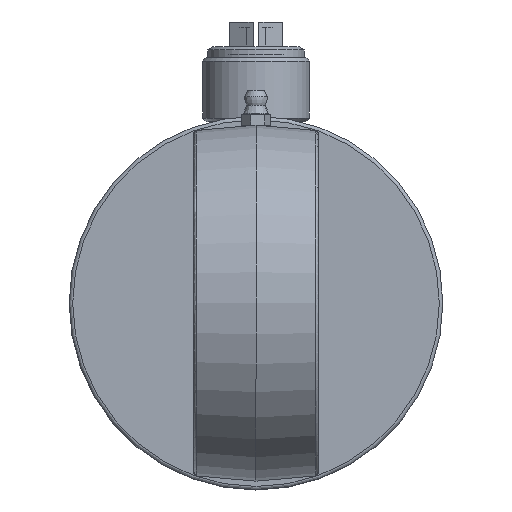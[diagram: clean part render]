
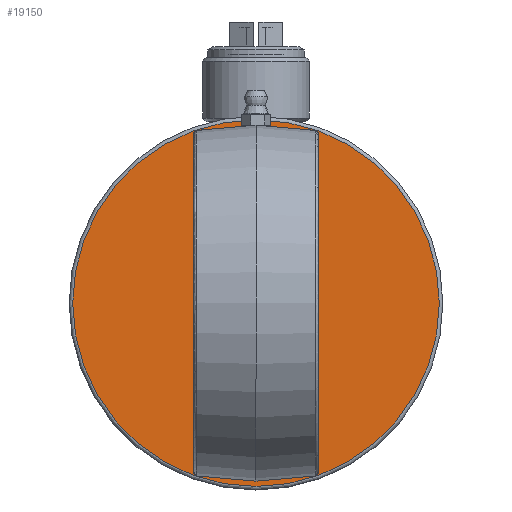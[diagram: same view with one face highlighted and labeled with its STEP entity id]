
A CAD part, left-side view. The second image highlights one B-rep face of the part: STEP entity #19150.
In plain terms, the highlighted planar face has unit normal (-1, 0, 0).
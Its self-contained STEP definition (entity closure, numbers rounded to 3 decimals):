
#293 = ORIENTED_EDGE ( 'NONE', *, *, #19747, .T. ) ;
#3048 = DIRECTION ( 'NONE',  ( -1., 0., 0. ) ) ;
#7290 = FACE_OUTER_BOUND ( 'NONE', #19021, .T. ) ;
#10129 = AXIS2_PLACEMENT_3D ( 'NONE', #15043, #15169, #21436 ) ;
#15043 = CARTESIAN_POINT ( 'NONE',  ( -13., 0., 51.5 ) ) ;
#15169 = DIRECTION ( 'NONE',  ( -1., 0., 0. ) ) ;
#16428 = AXIS2_PLACEMENT_3D ( 'NONE', #23475, #3048, #19473 ) ;
#17266 = CIRCLE ( 'NONE', #16428, 51.5 ) ;
#19021 = EDGE_LOOP ( 'NONE', ( #293 ) ) ;
#19150 = ADVANCED_FACE ( 'NONE', ( #7290 ), #23553, .T. ) ;
#19473 = DIRECTION ( 'NONE',  ( 0., 0., 1. ) ) ;
#19747 = EDGE_CURVE ( 'NONE', #24663, #24663, #17266, .T. ) ;
#21436 = DIRECTION ( 'NONE',  ( 0., 0., 1. ) ) ;
#23475 = CARTESIAN_POINT ( 'NONE',  ( -13., 0., 0. ) ) ;
#23553 = PLANE ( 'NONE',  #10129 ) ;
#24663 = VERTEX_POINT ( 'NONE', #24795 ) ;
#24795 = CARTESIAN_POINT ( 'NONE',  ( -13., 0., 51.5 ) ) ;
